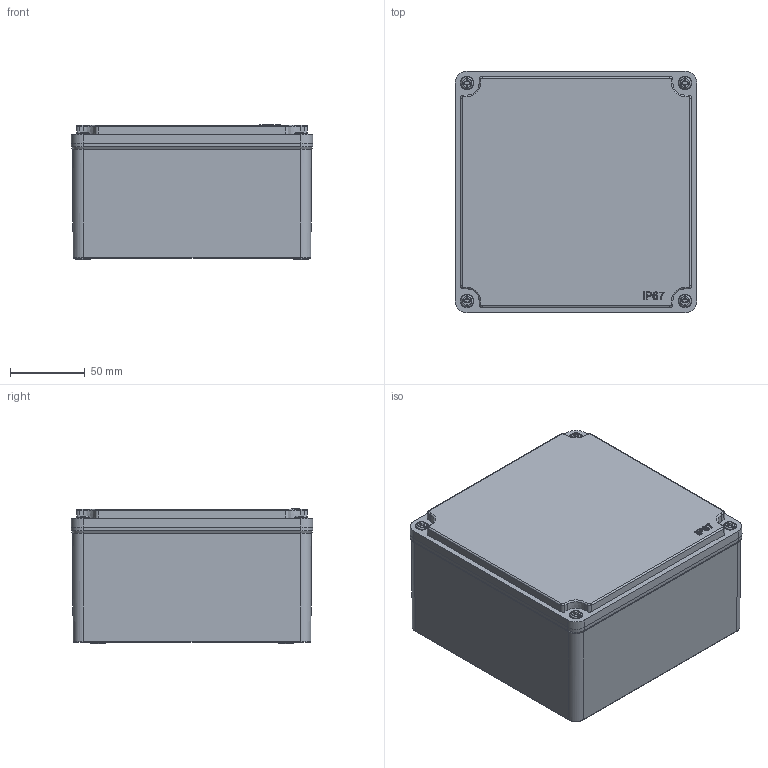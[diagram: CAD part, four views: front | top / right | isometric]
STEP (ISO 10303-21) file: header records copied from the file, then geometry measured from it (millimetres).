
FILE_DESCRIPTION(/* description */ (''),/* implementation_level */ '2;1');
FILE_NAME(/* name */ '402516025.stp',/* time_stamp */ '2017-07-14T11:10:15+03:00',/* author */ (''),/* organization */ (''),/* preprocessor_version */ 'ST-DEVELOPER v14',/* originating_system */ 'SIEMENS PLM Software NX 8.0',/* authorisation */ '');
FILE_SCHEMA (('AP203_CONFIGURATION_CONTROLLED_3D_DESIGN_OF_MECHANICAL_PARTS_AND_ASSEMBLIES_MIM_LF { 1 0 10303 403 2 1 2}'));
Length unit declared in the file: millimetre
Products named in the file (1): mtas13B8C34B2gcv
Bounding box: 162 x 162 x 90.5 mm (x, y, z)
Volume: 383308.4 mm3; surface area: 217515.9 mm2
Topology: 8 solids, 14 shells, 928 faces, 2195 edges, 1281 vertices
Faces by surface type: cylinder 297, plane 263, bspline 202, sphere 56, torus 43, cone 43, extrusion 24
Full cylindrical faces by diameter (mm): 3.013 x5, 3.5 x1, 3.6 x1, 3.838 x2, 5 x4, 8 x2, 10 x4
Entity records: 32262 total; most frequent: CARTESIAN_POINT 10913, ORIENTED_EDGE 4076, DIRECTION 4034, EDGE_CURVE 2038, AXIS2_PLACEMENT_3D 1601, VERTEX_POINT 1233, EDGE_LOOP 1023, ADVANCED_FACE 928
